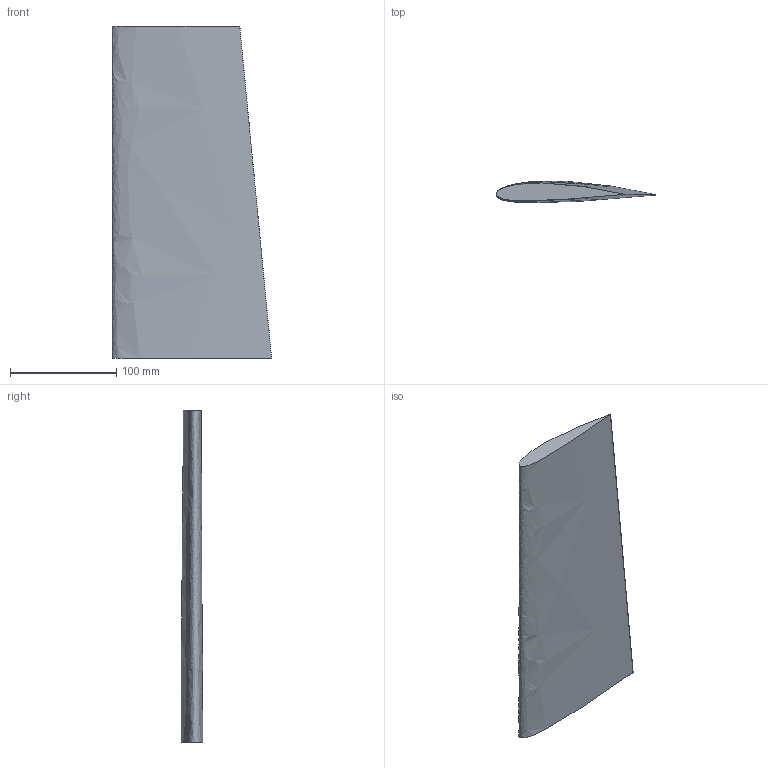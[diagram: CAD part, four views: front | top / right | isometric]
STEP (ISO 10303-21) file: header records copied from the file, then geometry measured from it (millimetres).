
FILE_DESCRIPTION (( 'STEP AP203' ), '1' );
FILE_NAME ('PCase1_LE.STEP', '2021-02-25T13:53:46', ( '' ), ( '' ), 'SwSTEP 2.0', 'SolidWorks 2020', '' );
FILE_SCHEMA (( 'CONFIG_CONTROL_DESIGN' ));
Length unit declared in the file: millimetre
Products named in the file (1): PCase1_LE
Bounding box: 150.18 x 20.59 x 312.5 mm (x, y, z)
Volume: 421787 mm3; surface area: 90327.8 mm2
Topology: 1 solids, 1 shells, 4 faces, 6 edges, 4 vertices
Faces by surface type: bspline 2, plane 2
Entity records: 381 total; most frequent: CARTESIAN_POINT 237, DIRECTION 12, ORIENTED_EDGE 12, PERSON_AND_ORGANIZATION 8, EDGE_CURVE 6, LOCAL_TIME 5, CC_DESIGN_PERSON_AND_ORGANIZATION_ASSIGNMENT 5, AXIS2_PLACEMENT_3D 5
